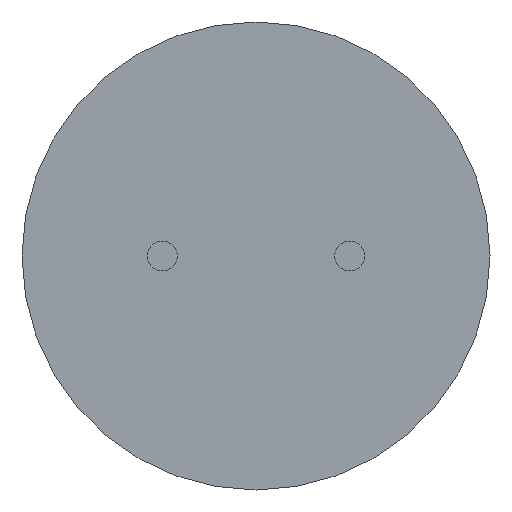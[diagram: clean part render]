
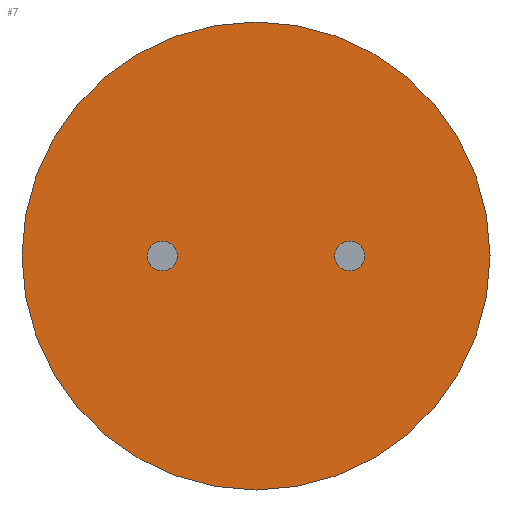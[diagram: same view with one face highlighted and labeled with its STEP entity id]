
A CAD part, front view. The second image highlights one B-rep face of the part: STEP entity #7.
In plain terms, the highlighted planar face has unit normal (0, -1, 0).
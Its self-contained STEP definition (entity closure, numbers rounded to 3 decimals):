
#5 = AXIS2_PLACEMENT_3D ( 'NONE', #14, #198, #218 ) ;
#7 = ADVANCED_FACE ( 'NONE', ( #95, #184, #262 ), #263, .F. ) ;
#10 = CARTESIAN_POINT ( 'NONE',  ( -2.5, 0., -0.4 ) ) ;
#14 = CARTESIAN_POINT ( 'NONE',  ( 0., 0., 0. ) ) ;
#15 = DIRECTION ( 'NONE',  ( 0., 1., 0. ) ) ;
#18 = DIRECTION ( 'NONE',  ( 0., 0., 1. ) ) ;
#20 = VERTEX_POINT ( 'NONE', #10 ) ;
#22 = CARTESIAN_POINT ( 'NONE',  ( -2.5, 0., 0.4 ) ) ;
#25 = VERTEX_POINT ( 'NONE', #208 ) ;
#37 = DIRECTION ( 'NONE',  ( 0., 1., 0. ) ) ;
#69 = CARTESIAN_POINT ( 'NONE',  ( 0., 0., 0. ) ) ;
#72 = ORIENTED_EDGE ( 'NONE', *, *, #176, .F. ) ;
#75 = AXIS2_PLACEMENT_3D ( 'NONE', #69, #245, #170 ) ;
#77 = CIRCLE ( 'NONE', #210, 0.4 ) ;
#83 = CIRCLE ( 'NONE', #5, 6.25 ) ;
#88 = CARTESIAN_POINT ( 'NONE',  ( 2.5, 0., 0. ) ) ;
#91 = CARTESIAN_POINT ( 'NONE',  ( 2.5, 0., 0. ) ) ;
#93 = ORIENTED_EDGE ( 'NONE', *, *, #232, .T. ) ;
#95 = FACE_BOUND ( 'NONE', #159, .T. ) ;
#97 = EDGE_LOOP ( 'NONE', ( #142, #93 ) ) ;
#98 = CIRCLE ( 'NONE', #237, 0.4 ) ;
#100 = EDGE_CURVE ( 'NONE', #25, #225, #144, .T. ) ;
#109 = DIRECTION ( 'NONE',  ( 0., 0., 1. ) ) ;
#122 = CIRCLE ( 'NONE', #140, 0.4 ) ;
#131 = AXIS2_PLACEMENT_3D ( 'NONE', #195, #196, #279 ) ;
#135 = CARTESIAN_POINT ( 'NONE',  ( 2.5, 0., 0.4 ) ) ;
#138 = VERTEX_POINT ( 'NONE', #239 ) ;
#139 = EDGE_LOOP ( 'NONE', ( #201, #72 ) ) ;
#140 = AXIS2_PLACEMENT_3D ( 'NONE', #91, #179, #18 ) ;
#142 = ORIENTED_EDGE ( 'NONE', *, *, #150, .T. ) ;
#144 = CIRCLE ( 'NONE', #284, 0.4 ) ;
#150 = EDGE_CURVE ( 'NONE', #283, #20, #77, .T. ) ;
#151 = CARTESIAN_POINT ( 'NONE',  ( -2.5, 0., 0. ) ) ;
#159 = EDGE_LOOP ( 'NONE', ( #185, #206 ) ) ;
#170 = DIRECTION ( 'NONE',  ( 0., 0., 1. ) ) ;
#176 = EDGE_CURVE ( 'NONE', #138, #199, #268, .T. ) ;
#179 = DIRECTION ( 'NONE',  ( 0., 1., 0. ) ) ;
#184 = FACE_BOUND ( 'NONE', #97, .T. ) ;
#185 = ORIENTED_EDGE ( 'NONE', *, *, #227, .T. ) ;
#193 = DIRECTION ( 'NONE',  ( 0., 1., 0. ) ) ;
#195 = CARTESIAN_POINT ( 'NONE',  ( 0., 0., 0. ) ) ;
#196 = DIRECTION ( 'NONE',  ( 0., 1., 0. ) ) ;
#198 = DIRECTION ( 'NONE',  ( 0., 1., 0. ) ) ;
#199 = VERTEX_POINT ( 'NONE', #213 ) ;
#201 = ORIENTED_EDGE ( 'NONE', *, *, #216, .F. ) ;
#206 = ORIENTED_EDGE ( 'NONE', *, *, #100, .T. ) ;
#208 = CARTESIAN_POINT ( 'NONE',  ( 2.5, 0., -0.4 ) ) ;
#210 = AXIS2_PLACEMENT_3D ( 'NONE', #277, #15, #109 ) ;
#213 = CARTESIAN_POINT ( 'NONE',  ( 0., 0., -6.25 ) ) ;
#216 = EDGE_CURVE ( 'NONE', #199, #138, #83, .T. ) ;
#217 = DIRECTION ( 'NONE',  ( 0., 0., 1. ) ) ;
#218 = DIRECTION ( 'NONE',  ( 0., 0., 1. ) ) ;
#225 = VERTEX_POINT ( 'NONE', #135 ) ;
#227 = EDGE_CURVE ( 'NONE', #225, #25, #122, .T. ) ;
#232 = EDGE_CURVE ( 'NONE', #20, #283, #98, .T. ) ;
#236 = DIRECTION ( 'NONE',  ( 0., 0., 1. ) ) ;
#237 = AXIS2_PLACEMENT_3D ( 'NONE', #151, #193, #236 ) ;
#239 = CARTESIAN_POINT ( 'NONE',  ( 0., 0., 6.25 ) ) ;
#245 = DIRECTION ( 'NONE',  ( 0., 1., 0. ) ) ;
#262 = FACE_OUTER_BOUND ( 'NONE', #139, .T. ) ;
#263 = PLANE ( 'NONE',  #75 ) ;
#268 = CIRCLE ( 'NONE', #131, 6.25 ) ;
#277 = CARTESIAN_POINT ( 'NONE',  ( -2.5, 0., 0. ) ) ;
#279 = DIRECTION ( 'NONE',  ( 0., 0., 1. ) ) ;
#283 = VERTEX_POINT ( 'NONE', #22 ) ;
#284 = AXIS2_PLACEMENT_3D ( 'NONE', #88, #37, #217 ) ;
